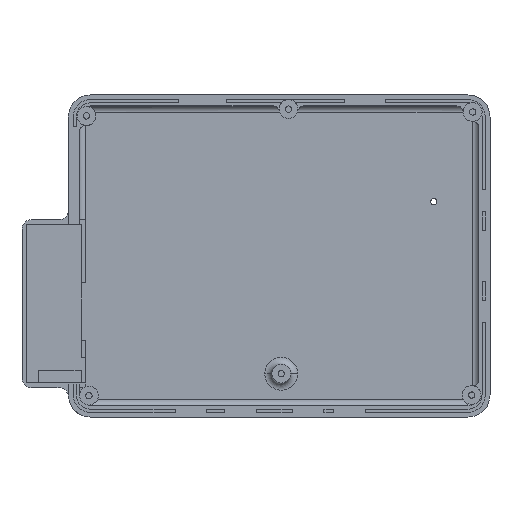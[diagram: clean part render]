
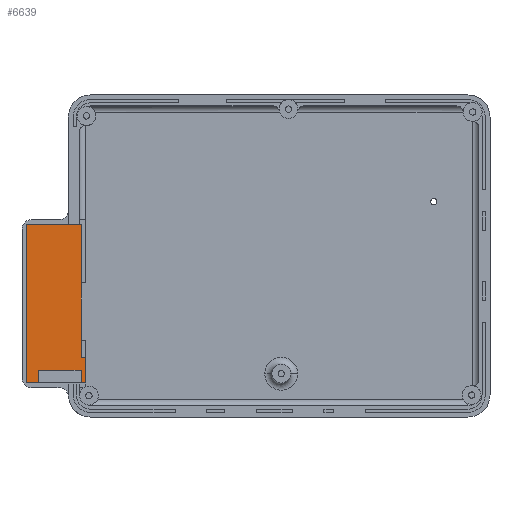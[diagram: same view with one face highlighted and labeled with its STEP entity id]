
A CAD part, top view. The second image highlights one B-rep face of the part: STEP entity #6639.
In plain terms, the highlighted face is planar.
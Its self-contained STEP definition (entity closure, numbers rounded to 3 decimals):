
#18 = EDGE_CURVE ( 'NONE', #4739, #6049, #10383, .T. ) ;
#132 = ORIENTED_EDGE ( 'NONE', *, *, #2375, .T. ) ;
#143 = EDGE_CURVE ( 'NONE', #6478, #5028, #7954, .T. ) ;
#231 = LINE ( 'NONE', #10271, #6869 ) ;
#315 = VECTOR ( 'NONE', #2742, 1000. ) ;
#419 = VERTEX_POINT ( 'NONE', #3253 ) ;
#872 = CARTESIAN_POINT ( 'NONE',  ( -13.2, 91.2, -1.05 ) ) ;
#895 = ORIENTED_EDGE ( 'NONE', *, *, #4010, .T. ) ;
#979 = ORIENTED_EDGE ( 'NONE', *, *, #7128, .T. ) ;
#1133 = CARTESIAN_POINT ( 'NONE',  ( -9.4, 87.2, -1.05 ) ) ;
#1256 = CARTESIAN_POINT ( 'NONE',  ( 4., 41., -1.05 ) ) ;
#1283 = LINE ( 'NONE', #5930, #9211 ) ;
#1344 = LINE ( 'NONE', #4730, #3440 ) ;
#1383 = EDGE_CURVE ( 'NONE', #9075, #3317, #1283, .T. ) ;
#1463 = CARTESIAN_POINT ( 'NONE',  ( 4., 77.7, -1.05 ) ) ;
#1476 = CARTESIAN_POINT ( 'NONE',  ( -9.4, 91.2, -1.05 ) ) ;
#1654 = CARTESIAN_POINT ( 'NONE',  ( 4., 87.2, -1.05 ) ) ;
#1797 = DIRECTION ( 'NONE',  ( -1., 0., 0. ) ) ;
#1803 = ORIENTED_EDGE ( 'NONE', *, *, #143, .T. ) ;
#1872 = CARTESIAN_POINT ( 'NONE',  ( 4., 83.2, -1.05 ) ) ;
#1937 = LINE ( 'NONE', #10089, #315 ) ;
#1945 = CARTESIAN_POINT ( 'NONE',  ( 4., 59.5, -1.05 ) ) ;
#2092 = PLANE ( 'NONE',  #7142 ) ;
#2096 = LINE ( 'NONE', #6423, #5967 ) ;
#2375 = EDGE_CURVE ( 'NONE', #3317, #6542, #1937, .T. ) ;
#2456 = CARTESIAN_POINT ( 'NONE',  ( 0., 0., -1.05 ) ) ;
#2535 = VERTEX_POINT ( 'NONE', #1133 ) ;
#2578 = ORIENTED_EDGE ( 'NONE', *, *, #8928, .T. ) ;
#2742 = DIRECTION ( 'NONE',  ( 0., 1., 0. ) ) ;
#2895 = VECTOR ( 'NONE', #9002, 1000. ) ;
#3042 = CARTESIAN_POINT ( 'NONE',  ( -9.4, 87.2, -1.05 ) ) ;
#3073 = EDGE_CURVE ( 'NONE', #2535, #6478, #2096, .T. ) ;
#3171 = ORIENTED_EDGE ( 'NONE', *, *, #1383, .T. ) ;
#3253 = CARTESIAN_POINT ( 'NONE',  ( 5.5, 83.2, -1.05 ) ) ;
#3254 = VERTEX_POINT ( 'NONE', #1476 ) ;
#3301 = VECTOR ( 'NONE', #9548, 1000. ) ;
#3317 = VERTEX_POINT ( 'NONE', #5463 ) ;
#3440 = VECTOR ( 'NONE', #8646, 1000. ) ;
#3617 = CARTESIAN_POINT ( 'NONE',  ( 4., 87.2, -1.05 ) ) ;
#3618 = VERTEX_POINT ( 'NONE', #1872 ) ;
#3699 = EDGE_CURVE ( 'NONE', #5529, #419, #1344, .T. ) ;
#3787 = ORIENTED_EDGE ( 'NONE', *, *, #3073, .T. ) ;
#3896 = ORIENTED_EDGE ( 'NONE', *, *, #5923, .T. ) ;
#4010 = EDGE_CURVE ( 'NONE', #6542, #3254, #9552, .T. ) ;
#4017 = DIRECTION ( 'NONE',  ( 1., 0., 0. ) ) ;
#4144 = ORIENTED_EDGE ( 'NONE', *, *, #6933, .T. ) ;
#4236 = CARTESIAN_POINT ( 'NONE',  ( 5.5, 91.2, -1.05 ) ) ;
#4661 = VECTOR ( 'NONE', #6405, 1000. ) ;
#4695 = CARTESIAN_POINT ( 'NONE',  ( 4., 41., -1.05 ) ) ;
#4730 = CARTESIAN_POINT ( 'NONE',  ( 5.5, 91.2, -1.05 ) ) ;
#4739 = VERTEX_POINT ( 'NONE', #1463 ) ;
#4891 = VECTOR ( 'NONE', #6166, 1000. ) ;
#5015 = VECTOR ( 'NONE', #7918, 1000. ) ;
#5028 = VERTEX_POINT ( 'NONE', #5136 ) ;
#5136 = CARTESIAN_POINT ( 'NONE',  ( 4., 91.2, -1.05 ) ) ;
#5463 = CARTESIAN_POINT ( 'NONE',  ( -13.2, 41., -1.05 ) ) ;
#5500 = CARTESIAN_POINT ( 'NONE',  ( 5.5, 91.2, -1.05 ) ) ;
#5529 = VERTEX_POINT ( 'NONE', #5500 ) ;
#5539 = ORIENTED_EDGE ( 'NONE', *, *, #9297, .T. ) ;
#5923 = EDGE_CURVE ( 'NONE', #6049, #9075, #6453, .T. ) ;
#5930 = CARTESIAN_POINT ( 'NONE',  ( 4., 41., -1.05 ) ) ;
#5967 = VECTOR ( 'NONE', #7303, 1000. ) ;
#6049 = VERTEX_POINT ( 'NONE', #1945 ) ;
#6118 = EDGE_LOOP ( 'NONE', ( #979, #8087, #3896, #3171, #132, #895, #5539, #3787, #1803, #4144, #9616, #2578 ) ) ;
#6166 = DIRECTION ( 'NONE',  ( 0., -1., 0. ) ) ;
#6281 = CARTESIAN_POINT ( 'NONE',  ( 4., 41., -1.05 ) ) ;
#6389 = DIRECTION ( 'NONE',  ( 0., 0., 1. ) ) ;
#6405 = DIRECTION ( 'NONE',  ( 0., 1., 0. ) ) ;
#6423 = CARTESIAN_POINT ( 'NONE',  ( 4., 87.2, -1.05 ) ) ;
#6453 = LINE ( 'NONE', #6281, #3301 ) ;
#6478 = VERTEX_POINT ( 'NONE', #3617 ) ;
#6542 = VERTEX_POINT ( 'NONE', #7656 ) ;
#6639 = ADVANCED_FACE ( 'NONE', ( #9264 ), #2092, .F. ) ;
#6745 = VECTOR ( 'NONE', #8426, 1000. ) ;
#6869 = VECTOR ( 'NONE', #7985, 1000. ) ;
#6933 = EDGE_CURVE ( 'NONE', #5028, #5529, #8419, .T. ) ;
#7128 = EDGE_CURVE ( 'NONE', #3618, #4739, #231, .T. ) ;
#7142 = AXIS2_PLACEMENT_3D ( 'NONE', #2456, #6389, #4017 ) ;
#7303 = DIRECTION ( 'NONE',  ( 1., 0., 0. ) ) ;
#7656 = CARTESIAN_POINT ( 'NONE',  ( -13.2, 91.2, -1.05 ) ) ;
#7918 = DIRECTION ( 'NONE',  ( 0., -1., 0. ) ) ;
#7954 = LINE ( 'NONE', #1654, #4661 ) ;
#7985 = DIRECTION ( 'NONE',  ( 0., -1., 0. ) ) ;
#8082 = LINE ( 'NONE', #3042, #4891 ) ;
#8087 = ORIENTED_EDGE ( 'NONE', *, *, #18, .T. ) ;
#8181 = CARTESIAN_POINT ( 'NONE',  ( 5.5, 83.2, -1.05 ) ) ;
#8419 = LINE ( 'NONE', #4236, #6745 ) ;
#8426 = DIRECTION ( 'NONE',  ( 1., 0., 0. ) ) ;
#8646 = DIRECTION ( 'NONE',  ( 0., -1., 0. ) ) ;
#8854 = LINE ( 'NONE', #8181, #2895 ) ;
#8928 = EDGE_CURVE ( 'NONE', #419, #3618, #8854, .T. ) ;
#9002 = DIRECTION ( 'NONE',  ( -1., 0., 0. ) ) ;
#9075 = VERTEX_POINT ( 'NONE', #1256 ) ;
#9153 = VECTOR ( 'NONE', #9509, 1000. ) ;
#9211 = VECTOR ( 'NONE', #1797, 1000. ) ;
#9264 = FACE_OUTER_BOUND ( 'NONE', #6118, .T. ) ;
#9297 = EDGE_CURVE ( 'NONE', #3254, #2535, #8082, .T. ) ;
#9509 = DIRECTION ( 'NONE',  ( 1., 0., 0. ) ) ;
#9548 = DIRECTION ( 'NONE',  ( 0., -1., 0. ) ) ;
#9552 = LINE ( 'NONE', #872, #9153 ) ;
#9616 = ORIENTED_EDGE ( 'NONE', *, *, #3699, .T. ) ;
#10089 = CARTESIAN_POINT ( 'NONE',  ( -13.2, 41., -1.05 ) ) ;
#10271 = CARTESIAN_POINT ( 'NONE',  ( 4., 41., -1.05 ) ) ;
#10383 = LINE ( 'NONE', #4695, #5015 ) ;
